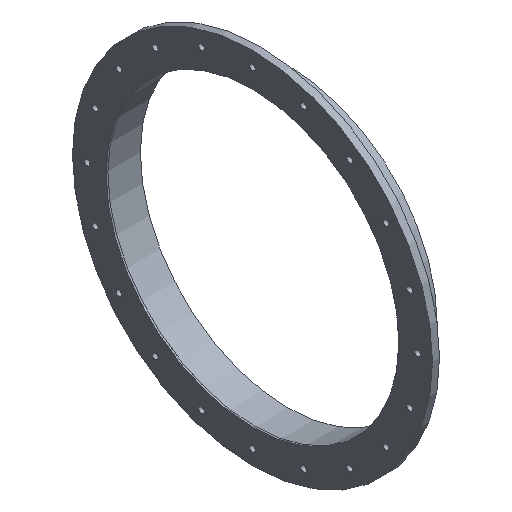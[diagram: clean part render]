
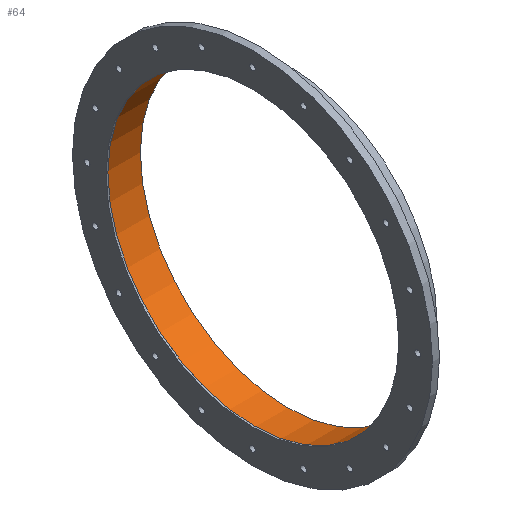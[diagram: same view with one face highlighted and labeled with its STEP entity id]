
A CAD part, isometric view. The second image highlights one B-rep face of the part: STEP entity #64.
In plain terms, the highlighted cylindrical face has radius 250 mm (diameter 500 mm), a full revolution.
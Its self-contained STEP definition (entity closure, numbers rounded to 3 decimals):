
#64 = ADVANCED_FACE( '', ( #149, #150 ), #151, .F. );
#149 = FACE_OUTER_BOUND( '', #308, .T. );
#150 = FACE_OUTER_BOUND( '', #309, .T. );
#151 = CYLINDRICAL_SURFACE( '', #310, 250. );
#308 = EDGE_LOOP( '', ( #473 ) );
#309 = EDGE_LOOP( '', ( #474 ) );
#310 = AXIS2_PLACEMENT_3D( '', #475, #476, #477 );
#473 = ORIENTED_EDGE( '', *, *, #663, .T. );
#474 = ORIENTED_EDGE( '', *, *, #664, .F. );
#475 = CARTESIAN_POINT( '', ( 60., 0., 0. ) );
#476 = DIRECTION( '', ( -1., 0., 0. ) );
#477 = DIRECTION( '', ( 0., 0., -1. ) );
#663 = EDGE_CURVE( '', #751, #751, #752, .T. );
#664 = EDGE_CURVE( '', #753, #753, #754, .T. );
#751 = VERTEX_POINT( '', #875 );
#752 = CIRCLE( '', #876, 250. );
#753 = VERTEX_POINT( '', #877 );
#754 = CIRCLE( '', #878, 250. );
#875 = CARTESIAN_POINT( '', ( 60., 0., -250. ) );
#876 = AXIS2_PLACEMENT_3D( '', #1004, #1005, #1006 );
#877 = CARTESIAN_POINT( '', ( 3., 0., -250. ) );
#878 = AXIS2_PLACEMENT_3D( '', #1007, #1008, #1009 );
#1004 = CARTESIAN_POINT( '', ( 60., 0., 0. ) );
#1005 = DIRECTION( '', ( 1., 0., 0. ) );
#1006 = DIRECTION( '', ( 0., 0., -1. ) );
#1007 = CARTESIAN_POINT( '', ( 3., 0., 0. ) );
#1008 = DIRECTION( '', ( 1., 0., 0. ) );
#1009 = DIRECTION( '', ( 0., 0., -1. ) );
